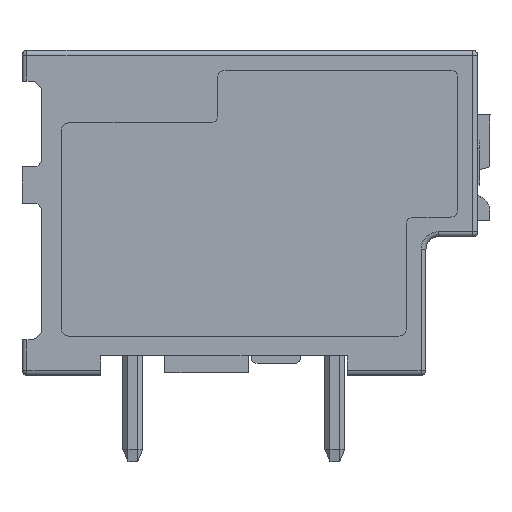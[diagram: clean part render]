
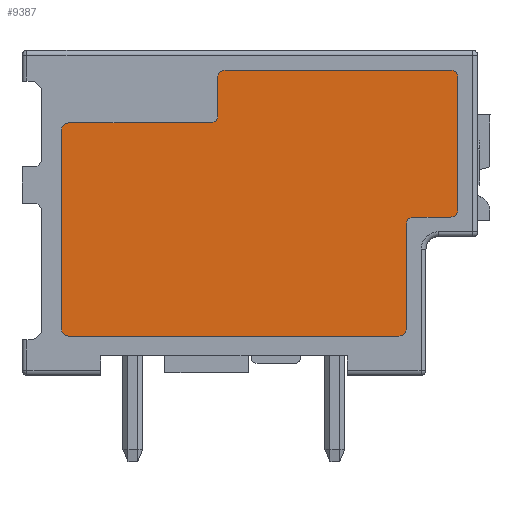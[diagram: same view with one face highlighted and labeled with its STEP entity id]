
A CAD part, left-side view. The second image highlights one B-rep face of the part: STEP entity #9387.
In plain terms, the highlighted planar face has unit normal (-1, 0, 0).
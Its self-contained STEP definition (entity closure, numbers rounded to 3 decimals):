
#86=AXIS2_PLACEMENT_3D('Circle Axis2P3D',#84,#85,$) ;
#191=AXIS2_PLACEMENT_3D('Circle Axis2P3D',#189,#190,$) ;
#273=AXIS2_PLACEMENT_3D('Circle Axis2P3D',#271,#272,$) ;
#9179=AXIS2_PLACEMENT_3D('Circle Axis2P3D',#9177,#9178,$) ;
#9229=AXIS2_PLACEMENT_3D('Circle Axis2P3D',#9227,#9228,$) ;
#9297=AXIS2_PLACEMENT_3D('Circle Axis2P3D',#9295,#9296,$) ;
#9315=AXIS2_PLACEMENT_3D('Circle Axis2P3D',#9313,#9314,$) ;
#9353=AXIS2_PLACEMENT_3D('Circle Axis2P3D',#9351,#9352,$) ;
#9367=AXIS2_PLACEMENT_3D('Plane Axis2P3D',#9364,#9365,#9366) ;
#40=CARTESIAN_POINT('Vertex',(0.8,10.75,15.9)) ;
#45=CARTESIAN_POINT('Line Origine',(0.8,6.175,15.9)) ;
#49=CARTESIAN_POINT('Vertex',(0.8,1.6,15.9)) ;
#84=CARTESIAN_POINT('Axis2P3D Location',(0.8,10.75,15.6)) ;
#88=CARTESIAN_POINT('Vertex',(0.8,11.05,15.6)) ;
#116=CARTESIAN_POINT('Line Origine',(0.8,11.05,14.825)) ;
#120=CARTESIAN_POINT('Vertex',(0.8,11.05,14.05)) ;
#148=CARTESIAN_POINT('Line Origine',(0.8,14.225,13.75)) ;
#152=CARTESIAN_POINT('Vertex',(0.8,11.35,13.75)) ;
#154=CARTESIAN_POINT('Vertex',(0.8,17.1,13.75)) ;
#189=CARTESIAN_POINT('Axis2P3D Location',(0.8,17.1,13.45)) ;
#193=CARTESIAN_POINT('Vertex',(0.8,17.4,13.45)) ;
#227=CARTESIAN_POINT('Vertex',(0.8,17.1,5.1)) ;
#241=CARTESIAN_POINT('Vertex',(0.8,3.7,5.1)) ;
#244=CARTESIAN_POINT('Line Origine',(0.8,10.4,5.1)) ;
#268=CARTESIAN_POINT('Vertex',(0.8,3.1,9.93)) ;
#271=CARTESIAN_POINT('Axis2P3D Location',(0.8,3.1,9.63)) ;
#275=CARTESIAN_POINT('Vertex',(0.8,3.4,9.63)) ;
#9177=CARTESIAN_POINT('Axis2P3D Location',(0.8,1.6,15.6)) ;
#9181=CARTESIAN_POINT('Vertex',(0.8,1.3,15.6)) ;
#9202=CARTESIAN_POINT('Line Origine',(0.8,1.3,12.915)) ;
#9206=CARTESIAN_POINT('Vertex',(0.8,1.3,10.23)) ;
#9227=CARTESIAN_POINT('Axis2P3D Location',(0.8,1.6,10.23)) ;
#9231=CARTESIAN_POINT('Vertex',(0.8,1.6,9.93)) ;
#9252=CARTESIAN_POINT('Line Origine',(0.8,2.35,9.93)) ;
#9270=CARTESIAN_POINT('Line Origine',(0.8,3.4,7.515)) ;
#9274=CARTESIAN_POINT('Vertex',(0.8,3.4,5.4)) ;
#9295=CARTESIAN_POINT('Axis2P3D Location',(0.8,3.7,5.4)) ;
#9313=CARTESIAN_POINT('Axis2P3D Location',(0.8,17.1,5.4)) ;
#9317=CARTESIAN_POINT('Vertex',(0.8,17.4,5.4)) ;
#9333=CARTESIAN_POINT('Line Origine',(0.8,17.4,9.425)) ;
#9351=CARTESIAN_POINT('Axis2P3D Location',(0.8,11.35,14.05)) ;
#9364=CARTESIAN_POINT('Axis2P3D Location',(0.8,28.95,24.83)) ;
#46=DIRECTION('Vector Direction',(0.,1.,0.)) ;
#85=DIRECTION('Axis2P3D Direction',(-1.,0.,0.)) ;
#117=DIRECTION('Vector Direction',(0.,0.,-1.)) ;
#149=DIRECTION('Vector Direction',(0.,1.,0.)) ;
#190=DIRECTION('Axis2P3D Direction',(-1.,0.,0.)) ;
#245=DIRECTION('Vector Direction',(0.,-1.,0.)) ;
#272=DIRECTION('Axis2P3D Direction',(1.,0.,-0.)) ;
#9178=DIRECTION('Axis2P3D Direction',(1.,0.,-0.)) ;
#9203=DIRECTION('Vector Direction',(0.,0.,-1.)) ;
#9228=DIRECTION('Axis2P3D Direction',(1.,0.,0.)) ;
#9253=DIRECTION('Vector Direction',(0.,1.,0.)) ;
#9271=DIRECTION('Vector Direction',(0.,0.,-1.)) ;
#9296=DIRECTION('Axis2P3D Direction',(1.,0.,0.)) ;
#9314=DIRECTION('Axis2P3D Direction',(1.,-0.,0.)) ;
#9334=DIRECTION('Vector Direction',(0.,0.,1.)) ;
#9352=DIRECTION('Axis2P3D Direction',(-1.,0.,0.)) ;
#9365=DIRECTION('Axis2P3D Direction',(-1.,-0.,-0.)) ;
#9366=DIRECTION('Axis2P3D XDirection',(0.,0.,-1.)) ;
#47=VECTOR('Line Direction',#46,1.) ;
#118=VECTOR('Line Direction',#117,1.) ;
#150=VECTOR('Line Direction',#149,1.) ;
#246=VECTOR('Line Direction',#245,1.) ;
#9204=VECTOR('Line Direction',#9203,1.) ;
#9254=VECTOR('Line Direction',#9253,1.) ;
#9272=VECTOR('Line Direction',#9271,1.) ;
#9335=VECTOR('Line Direction',#9334,1.) ;
#9370=ORIENTED_EDGE('',*,*,#51,.T.) ;
#9371=ORIENTED_EDGE('',*,*,#90,.T.) ;
#9372=ORIENTED_EDGE('',*,*,#122,.T.) ;
#9373=ORIENTED_EDGE('',*,*,#9355,.F.) ;
#9374=ORIENTED_EDGE('',*,*,#156,.T.) ;
#9375=ORIENTED_EDGE('',*,*,#195,.T.) ;
#9376=ORIENTED_EDGE('',*,*,#9337,.F.) ;
#9377=ORIENTED_EDGE('',*,*,#9319,.F.) ;
#9378=ORIENTED_EDGE('',*,*,#248,.T.) ;
#9379=ORIENTED_EDGE('',*,*,#9299,.F.) ;
#9380=ORIENTED_EDGE('',*,*,#9276,.F.) ;
#9381=ORIENTED_EDGE('',*,*,#277,.T.) ;
#9382=ORIENTED_EDGE('',*,*,#9256,.F.) ;
#9383=ORIENTED_EDGE('',*,*,#9233,.F.) ;
#9384=ORIENTED_EDGE('',*,*,#9208,.F.) ;
#9385=ORIENTED_EDGE('',*,*,#9183,.F.) ;
#9387=ADVANCED_FACE('model',(#9386),#9368,.T.) ;
#87=CIRCLE('generated circle',#86,0.3) ;
#192=CIRCLE('generated circle',#191,0.3) ;
#274=CIRCLE('generated circle',#273,0.3) ;
#9180=CIRCLE('generated circle',#9179,0.3) ;
#9230=CIRCLE('generated circle',#9229,0.3) ;
#9298=CIRCLE('generated circle',#9297,0.3) ;
#9316=CIRCLE('generated circle',#9315,0.3) ;
#9354=CIRCLE('generated circle',#9353,0.3) ;
#51=EDGE_CURVE('',#50,#41,#48,.T.) ;
#90=EDGE_CURVE('',#41,#89,#87,.T.) ;
#122=EDGE_CURVE('',#89,#121,#119,.T.) ;
#156=EDGE_CURVE('',#153,#155,#151,.T.) ;
#195=EDGE_CURVE('',#155,#194,#192,.T.) ;
#248=EDGE_CURVE('',#228,#242,#247,.T.) ;
#277=EDGE_CURVE('',#276,#269,#274,.T.) ;
#9183=EDGE_CURVE('',#50,#9182,#9180,.T.) ;
#9208=EDGE_CURVE('',#9182,#9207,#9205,.T.) ;
#9233=EDGE_CURVE('',#9207,#9232,#9230,.T.) ;
#9256=EDGE_CURVE('',#9232,#269,#9255,.T.) ;
#9276=EDGE_CURVE('',#276,#9275,#9273,.T.) ;
#9299=EDGE_CURVE('',#9275,#242,#9298,.T.) ;
#9319=EDGE_CURVE('',#228,#9318,#9316,.T.) ;
#9337=EDGE_CURVE('',#9318,#194,#9336,.T.) ;
#9355=EDGE_CURVE('',#153,#121,#9354,.T.) ;
#9369=EDGE_LOOP('',(#9370,#9371,#9372,#9373,#9374,#9375,#9376,#9377,#9378,#9379,#9380,#9381,#9382,#9383,#9384,#9385)) ;
#9386=FACE_OUTER_BOUND('',#9369,.T.) ;
#48=LINE('Line',#45,#47) ;
#119=LINE('Line',#116,#118) ;
#151=LINE('Line',#148,#150) ;
#247=LINE('Line',#244,#246) ;
#9205=LINE('Line',#9202,#9204) ;
#9255=LINE('Line',#9252,#9254) ;
#9273=LINE('Line',#9270,#9272) ;
#9336=LINE('Line',#9333,#9335) ;
#9368=PLANE('',#9367) ;
#41=VERTEX_POINT('',#40) ;
#50=VERTEX_POINT('',#49) ;
#89=VERTEX_POINT('',#88) ;
#121=VERTEX_POINT('',#120) ;
#153=VERTEX_POINT('',#152) ;
#155=VERTEX_POINT('',#154) ;
#194=VERTEX_POINT('',#193) ;
#228=VERTEX_POINT('',#227) ;
#242=VERTEX_POINT('',#241) ;
#269=VERTEX_POINT('',#268) ;
#276=VERTEX_POINT('',#275) ;
#9182=VERTEX_POINT('',#9181) ;
#9207=VERTEX_POINT('',#9206) ;
#9232=VERTEX_POINT('',#9231) ;
#9275=VERTEX_POINT('',#9274) ;
#9318=VERTEX_POINT('',#9317) ;
